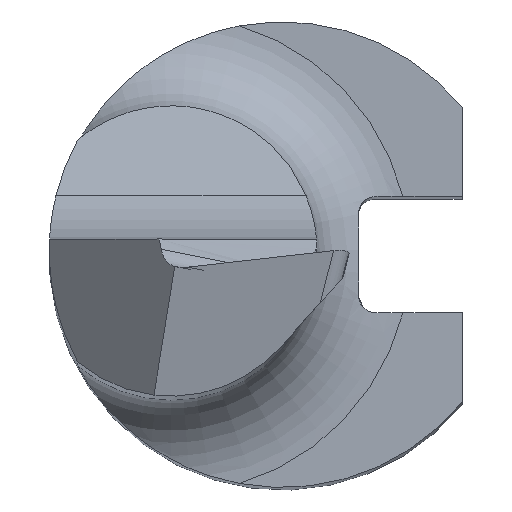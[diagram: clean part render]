
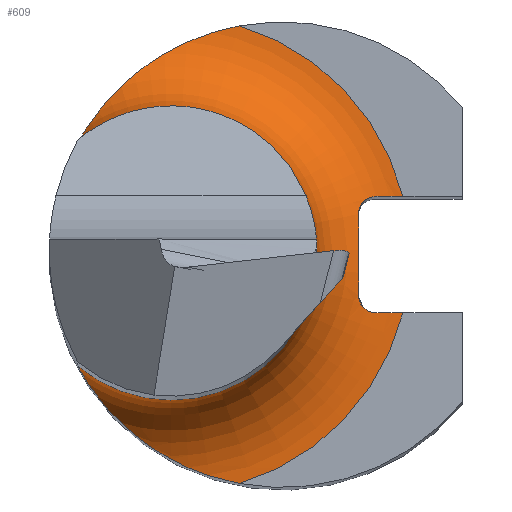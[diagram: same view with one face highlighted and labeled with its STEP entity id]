
A CAD part, top view. The second image highlights one B-rep face of the part: STEP entity #609.
In plain terms, the highlighted toroidal (fillet/blend) face has major radius 2.05 mm and minor radius 0.8 mm.
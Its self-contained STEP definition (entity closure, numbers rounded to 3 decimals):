
#1 = CARTESIAN_POINT ( 'NONE',  ( -1.013, -1.733, 13.814 ) ) ;
#11 = CARTESIAN_POINT ( 'NONE',  ( 0.806, -0.5, 13.783 ) ) ;
#23 = CARTESIAN_POINT ( 'NONE',  ( 0.921, 0.5, 13.757 ) ) ;
#28 = VERTEX_POINT ( 'NONE', #143 ) ;
#62 = DIRECTION ( 'NONE',  ( -1., 0., 0. ) ) ;
#66 = VERTEX_POINT ( 'NONE', #1039 ) ;
#67 = B_SPLINE_CURVE_WITH_KNOTS ( 'NONE', 3,
 ( #810, #521, #23, #365, #854 ),
 .UNSPECIFIED., .F., .F.,
 ( 4, 1, 4 ),
 ( 0., 0., 0. ),
 .UNSPECIFIED. ) ;
#79 = CARTESIAN_POINT ( 'NONE',  ( -1.644, -1.142, 14.189 ) ) ;
#80 = CARTESIAN_POINT ( 'NONE',  ( 0.657, 0.35, 13.861 ) ) ;
#85 = CARTESIAN_POINT ( 'NONE',  ( 0.674, -0.43, 13.841 ) ) ;
#94 = CIRCLE ( 'NONE', #1079, 2.05 ) ;
#108 = ORIENTED_EDGE ( 'NONE', *, *, #858, .F. ) ;
#113 = ORIENTED_EDGE ( 'NONE', *, *, #386, .T. ) ;
#137 = ORIENTED_EDGE ( 'NONE', *, *, #645, .T. ) ;
#143 = CARTESIAN_POINT ( 'NONE',  ( -0.368, 1.966, 13.751 ) ) ;
#154 = CARTESIAN_POINT ( 'NONE',  ( -1.758, 0.954, 14.463 ) ) ;
#158 = CARTESIAN_POINT ( 'NONE',  ( -0.54, -1.934, 13.751 ) ) ;
#163 = ORIENTED_EDGE ( 'NONE', *, *, #1017, .F. ) ;
#166 = VERTEX_POINT ( 'NONE', #868 ) ;
#167 = EDGE_CURVE ( 'NONE', #941, #937, #655, .T. ) ;
#179 = CARTESIAN_POINT ( 'NONE',  ( 0.728, 0.484, 13.81 ) ) ;
#180 = CIRCLE ( 'NONE', #820, 1.25 ) ;
#192 = EDGE_CURVE ( 'NONE', #306, #1113, #428, .T. ) ;
#211 = ORIENTED_EDGE ( 'NONE', *, *, #167, .F. ) ;
#229 = CARTESIAN_POINT ( 'NONE',  ( 0.844, -0.5, 13.773 ) ) ;
#232 = ORIENTED_EDGE ( 'NONE', *, *, #518, .F. ) ;
#242 = CARTESIAN_POINT ( 'NONE',  ( -1.156, 1.641, 13.854 ) ) ;
#249 = DIRECTION ( 'NONE',  ( 0., 0., -1. ) ) ;
#259 = CARTESIAN_POINT ( 'NONE',  ( -1.515, 1.314, 14.04 ) ) ;
#260 = CARTESIAN_POINT ( 'NONE',  ( 0.766, -0.5, 13.795 ) ) ;
#272 = B_SPLINE_CURVE_WITH_KNOTS ( 'NONE', 3,
 ( #776, #154, #966, #694, #960, #259, #1044, #242, #857, #331, #585, #954 ),
 .UNSPECIFIED., .F., .F.,
 ( 4, 2, 2, 2, 2, 4 ),
 ( 0., 0., 0.001, 0.001, 0.002, 0.002 ),
 .UNSPECIFIED. ) ;
#290 = VERTEX_POINT ( 'NONE', #11 ) ;
#293 = CARTESIAN_POINT ( 'NONE',  ( 0.657, -0.35, 13.861 ) ) ;
#306 = VERTEX_POINT ( 'NONE', #713 ) ;
#309 = AXIS2_PLACEMENT_3D ( 'NONE', #934, #833, #841 ) ;
#318 = CARTESIAN_POINT ( 'NONE',  ( 0.999, -0.5, 13.751 ) ) ;
#330 = CARTESIAN_POINT ( 'NONE',  ( -1.515, -1.313, 14.04 ) ) ;
#331 = CARTESIAN_POINT ( 'NONE',  ( -0.703, 1.88, 13.763 ) ) ;
#352 = CARTESIAN_POINT ( 'NONE',  ( -1.758, -0.954, 14.551 ) ) ;
#365 = CARTESIAN_POINT ( 'NONE',  ( 0.999, 0.5, 13.751 ) ) ;
#386 = EDGE_CURVE ( 'NONE', #166, #648, #67, .T. ) ;
#404 = B_SPLINE_CURVE_WITH_KNOTS ( 'NONE', 3,
 ( #1104, #229, #566, #318, #561 ),
 .UNSPECIFIED., .F., .F.,
 ( 4, 1, 4 ),
 ( 0., 0., 0. ),
 .UNSPECIFIED. ) ;
#416 = CARTESIAN_POINT ( 'NONE',  ( 0.658, 0., 13.894 ) ) ;
#421 = CARTESIAN_POINT ( 'NONE',  ( -0.95, 0., 14.551 ) ) ;
#425 = CARTESIAN_POINT ( 'NONE',  ( -0.95, 0., 13.751 ) ) ;
#427 = CARTESIAN_POINT ( 'NONE',  ( 0.657, 0.35, 13.861 ) ) ;
#428 = B_SPLINE_CURVE_WITH_KNOTS ( 'NONE', 3,
 ( #505, #158, #1137, #1, #771, #778, #330, #79, #514, #698, #682, #876 ),
 .UNSPECIFIED., .F., .F.,
 ( 4, 2, 2, 2, 2, 4 ),
 ( 0., 0.001, 0.001, 0.002, 0.002, 0.002 ),
 .UNSPECIFIED. ) ;
#454 = EDGE_CURVE ( 'NONE', #28, #648, #1095, .T. ) ;
#458 = VERTEX_POINT ( 'NONE', #1119 ) ;
#492 = DIRECTION ( 'NONE',  ( 0., 0., 1. ) ) ;
#505 = CARTESIAN_POINT ( 'NONE',  ( -0.368, -1.966, 13.751 ) ) ;
#514 = CARTESIAN_POINT ( 'NONE',  ( -1.681, -1.085, 14.246 ) ) ;
#518 = EDGE_CURVE ( 'NONE', #1113, #458, #180, .T. ) ;
#521 = CARTESIAN_POINT ( 'NONE',  ( 0.844, 0.5, 13.773 ) ) ;
#523 = CARTESIAN_POINT ( 'NONE',  ( 0.806, 0.5, 13.783 ) ) ;
#530 = CARTESIAN_POINT ( 'NONE',  ( 0.657, 0.391, 13.856 ) ) ;
#561 = CARTESIAN_POINT ( 'NONE',  ( 1.038, -0.5, 13.751 ) ) ;
#566 = CARTESIAN_POINT ( 'NONE',  ( 0.921, -0.5, 13.757 ) ) ;
#585 = CARTESIAN_POINT ( 'NONE',  ( -0.54, 1.934, 13.751 ) ) ;
#603 = CARTESIAN_POINT ( 'NONE',  ( 0.728, -0.484, 13.81 ) ) ;
#609 = ADVANCED_FACE ( 'NONE', ( #770 ), #745, .F. ) ;
#612 = CARTESIAN_POINT ( 'NONE',  ( 0.657, -0.35, 13.861 ) ) ;
#645 = EDGE_CURVE ( 'NONE', #290, #937, #721, .T. ) ;
#648 = VERTEX_POINT ( 'NONE', #1077 ) ;
#655 = B_SPLINE_CURVE_WITH_KNOTS ( 'NONE', 3,
 ( #427, #702, #416, #872, #861 ),
 .UNSPECIFIED., .F., .F.,
 ( 4, 1, 4 ),
 ( 0., 0.001, 0.001 ),
 .UNSPECIFIED. ) ;
#656 = ORIENTED_EDGE ( 'NONE', *, *, #192, .F. ) ;
#670 = AXIS2_PLACEMENT_3D ( 'NONE', #421, #249, #962 ) ;
#682 = CARTESIAN_POINT ( 'NONE',  ( -1.758, -0.954, 14.463 ) ) ;
#694 = CARTESIAN_POINT ( 'NONE',  ( -1.681, 1.085, 14.245 ) ) ;
#698 = CARTESIAN_POINT ( 'NONE',  ( -1.738, -0.991, 14.381 ) ) ;
#702 = CARTESIAN_POINT ( 'NONE',  ( 0.658, 0.233, 13.876 ) ) ;
#713 = CARTESIAN_POINT ( 'NONE',  ( -0.368, -1.966, 13.751 ) ) ;
#721 = B_SPLINE_CURVE_WITH_KNOTS ( 'NONE', 3,
 ( #1063, #260, #603, #85, #1151, #612 ),
 .UNSPECIFIED., .F., .F.,
 ( 4, 2, 4 ),
 ( 0., 0., 0. ),
 .UNSPECIFIED. ) ;
#745 = TOROIDAL_SURFACE ( 'NONE', #670, 2.05, 0.8 ) ;
#770 = FACE_OUTER_BOUND ( 'NONE', #849, .T. ) ;
#771 = CARTESIAN_POINT ( 'NONE',  ( -1.156, -1.64, 13.854 ) ) ;
#776 = CARTESIAN_POINT ( 'NONE',  ( -1.758, 0.954, 14.551 ) ) ;
#778 = CARTESIAN_POINT ( 'NONE',  ( -1.406, -1.431, 13.967 ) ) ;
#780 = DIRECTION ( 'NONE',  ( -1., 0., 0. ) ) ;
#793 = CARTESIAN_POINT ( 'NONE',  ( 0.657, 0.35, 13.861 ) ) ;
#810 = CARTESIAN_POINT ( 'NONE',  ( 0.806, 0.5, 13.783 ) ) ;
#820 = AXIS2_PLACEMENT_3D ( 'NONE', #951, #492, #62 ) ;
#833 = DIRECTION ( 'NONE',  ( 0., 0., -1. ) ) ;
#841 = DIRECTION ( 'NONE',  ( -1., 0., 0. ) ) ;
#849 = EDGE_LOOP ( 'NONE', ( #211, #932, #113, #908, #163, #232, #656, #1042, #108, #137 ) ) ;
#854 = CARTESIAN_POINT ( 'NONE',  ( 1.038, 0.5, 13.751 ) ) ;
#857 = CARTESIAN_POINT ( 'NONE',  ( -1.013, 1.733, 13.814 ) ) ;
#858 = EDGE_CURVE ( 'NONE', #290, #66, #404, .T. ) ;
#861 = CARTESIAN_POINT ( 'NONE',  ( 0.657, -0.35, 13.861 ) ) ;
#868 = CARTESIAN_POINT ( 'NONE',  ( 0.806, 0.5, 13.783 ) ) ;
#872 = CARTESIAN_POINT ( 'NONE',  ( 0.658, -0.233, 13.876 ) ) ;
#876 = CARTESIAN_POINT ( 'NONE',  ( -1.758, -0.954, 14.551 ) ) ;
#906 = CARTESIAN_POINT ( 'NONE',  ( 0.766, 0.5, 13.795 ) ) ;
#908 = ORIENTED_EDGE ( 'NONE', *, *, #454, .F. ) ;
#932 = ORIENTED_EDGE ( 'NONE', *, *, #1047, .T. ) ;
#934 = CARTESIAN_POINT ( 'NONE',  ( -0.95, 0., 13.751 ) ) ;
#937 = VERTEX_POINT ( 'NONE', #293 ) ;
#941 = VERTEX_POINT ( 'NONE', #80 ) ;
#951 = CARTESIAN_POINT ( 'NONE',  ( -0.95, 0., 14.551 ) ) ;
#954 = CARTESIAN_POINT ( 'NONE',  ( -0.368, 1.966, 13.751 ) ) ;
#960 = CARTESIAN_POINT ( 'NONE',  ( -1.644, 1.141, 14.19 ) ) ;
#962 = DIRECTION ( 'NONE',  ( -1., 0., 0. ) ) ;
#966 = CARTESIAN_POINT ( 'NONE',  ( -1.738, 0.991, 14.382 ) ) ;
#991 = EDGE_CURVE ( 'NONE', #66, #306, #94, .T. ) ;
#1017 = EDGE_CURVE ( 'NONE', #458, #28, #272, .T. ) ;
#1039 = CARTESIAN_POINT ( 'NONE',  ( 1.038, -0.5, 13.751 ) ) ;
#1042 = ORIENTED_EDGE ( 'NONE', *, *, #991, .F. ) ;
#1044 = CARTESIAN_POINT ( 'NONE',  ( -1.408, 1.43, 13.968 ) ) ;
#1047 = EDGE_CURVE ( 'NONE', #941, #166, #1109, .T. ) ;
#1063 = CARTESIAN_POINT ( 'NONE',  ( 0.806, -0.5, 13.783 ) ) ;
#1077 = CARTESIAN_POINT ( 'NONE',  ( 1.038, 0.5, 13.751 ) ) ;
#1079 = AXIS2_PLACEMENT_3D ( 'NONE', #425, #1130, #780 ) ;
#1082 = CARTESIAN_POINT ( 'NONE',  ( 0.674, 0.43, 13.841 ) ) ;
#1095 = CIRCLE ( 'NONE', #309, 2.05 ) ;
#1104 = CARTESIAN_POINT ( 'NONE',  ( 0.806, -0.5, 13.783 ) ) ;
#1109 = B_SPLINE_CURVE_WITH_KNOTS ( 'NONE', 3,
 ( #793, #530, #1082, #179, #906, #523 ),
 .UNSPECIFIED., .F., .F.,
 ( 4, 2, 4 ),
 ( 0., 0., 0. ),
 .UNSPECIFIED. ) ;
#1113 = VERTEX_POINT ( 'NONE', #352 ) ;
#1119 = CARTESIAN_POINT ( 'NONE',  ( -1.758, 0.954, 14.551 ) ) ;
#1130 = DIRECTION ( 'NONE',  ( 0., 0., -1. ) ) ;
#1137 = CARTESIAN_POINT ( 'NONE',  ( -0.703, -1.88, 13.763 ) ) ;
#1151 = CARTESIAN_POINT ( 'NONE',  ( 0.657, -0.391, 13.856 ) ) ;
